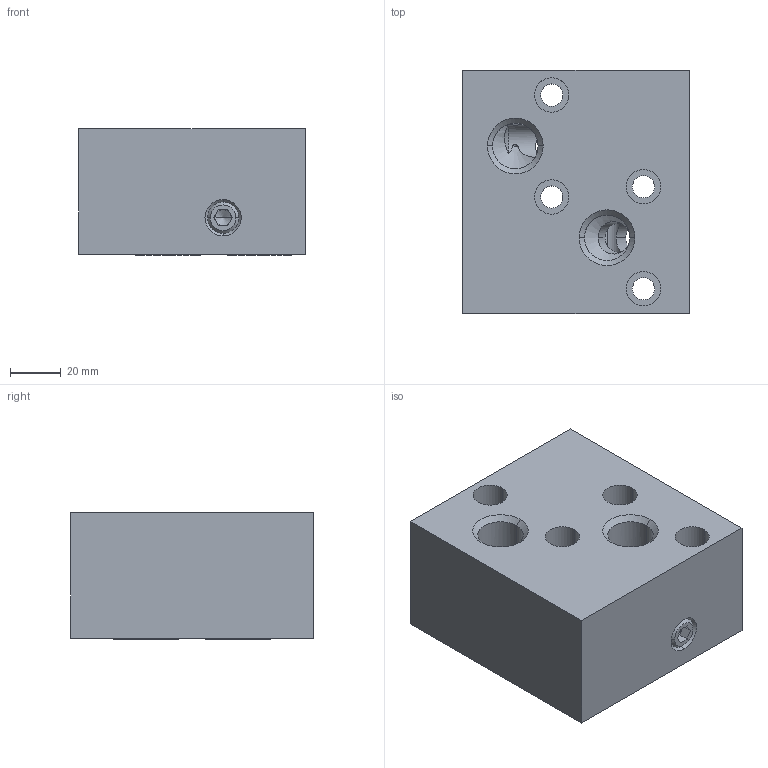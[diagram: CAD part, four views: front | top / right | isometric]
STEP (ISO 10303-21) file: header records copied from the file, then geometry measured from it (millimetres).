
FILE_DESCRIPTION((''),'2;1');
FILE_NAME('WVU_ASM','2020-08-07T',('ProEService'),(''),'PRO/ENGINEER BY PARAMETRIC TECHNOLOGY CORPORATION, 2014200','PRO/ENGINEER BY PARAMETRIC TECHNOLOGY CORPORATION, 2014200','');
FILE_SCHEMA(('CONFIG_CONTROL_DESIGN'));
Length unit declared in the file: inch
Products named in the file (4): 159-321-001; 500-001-118; 340-003; WVU_ASM
Assembly tree (4 placements, depth 2):
  WVU_ASM
    159-321-001
    500-001-118  x2
    340-003
Bounding box: 88.9 x 95.25 x 49.68 mm (x, y, z)
Volume: 360749.6 mm3; surface area: 51588.7 mm2
Topology: 4 solids, 4 shells, 129 faces, 523 edges, 504 vertices
Faces by surface type: cylinder 45, cone 38, plane 30, torus 8, revolution 8
Entity records: 6068 total; most frequent: CARTESIAN_POINT 1843, DIRECTION 893, ORIENTED_EDGE 612, VECTOR 327, LINE 327, EDGE_CURVE 306, AXIS2_PLACEMENT_3D 281, TRIMMED_CURVE 203
